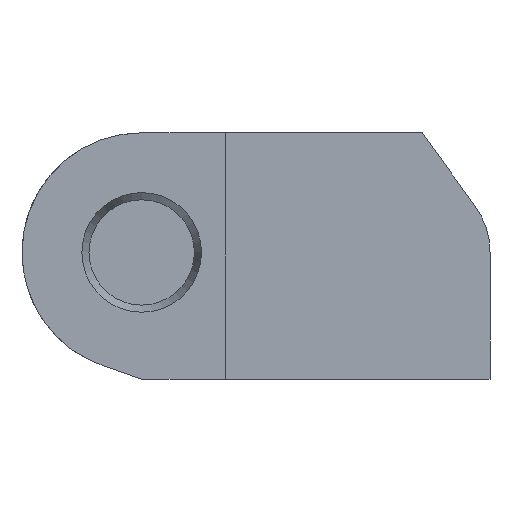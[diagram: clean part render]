
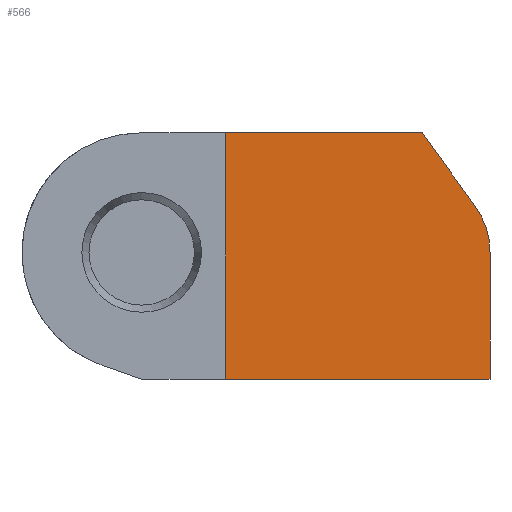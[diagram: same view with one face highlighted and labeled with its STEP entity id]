
A CAD part, front view. The second image highlights one B-rep face of the part: STEP entity #566.
In plain terms, the highlighted planar face has unit normal (0, -1, 0).
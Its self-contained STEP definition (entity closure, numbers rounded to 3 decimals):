
#189 = EDGE_CURVE('',#190,#192,#194,.T.);
#190 = VERTEX_POINT('',#191);
#191 = CARTESIAN_POINT('',(15.694,-10.4,6.7));
#192 = VERTEX_POINT('',#193);
#193 = CARTESIAN_POINT('',(4.7,-10.4,6.7));
#194 = LINE('',#195,#196);
#195 = CARTESIAN_POINT('',(17.697,-10.4,6.7));
#196 = VECTOR('',#197,1.);
#197 = DIRECTION('',(-1.,0.,0.));
#400 = VERTEX_POINT('',#401);
#401 = CARTESIAN_POINT('',(19.5,-10.4,-7.1));
#407 = EDGE_CURVE('',#400,#408,#410,.T.);
#408 = VERTEX_POINT('',#409);
#409 = CARTESIAN_POINT('',(4.7,-10.4,-7.1));
#410 = LINE('',#411,#412);
#411 = CARTESIAN_POINT('',(19.7,-10.4,-7.1));
#412 = VECTOR('',#413,1.);
#413 = DIRECTION('',(-1.,0.,0.));
#566 = ADVANCED_FACE('',(#567),#600,.T.);
#567 = FACE_BOUND('',#568,.T.);
#568 = EDGE_LOOP('',(#569,#570,#578,#587,#593,#594));
#569 = ORIENTED_EDGE('',*,*,#407,.F.);
#570 = ORIENTED_EDGE('',*,*,#571,.T.);
#571 = EDGE_CURVE('',#400,#572,#574,.T.);
#572 = VERTEX_POINT('',#573);
#573 = CARTESIAN_POINT('',(19.5,-10.4,0.));
#574 = LINE('',#575,#576);
#575 = CARTESIAN_POINT('',(19.5,-10.4,-7.1));
#576 = VECTOR('',#577,1.);
#577 = DIRECTION('',(0.,0.,1.));
#578 = ORIENTED_EDGE('',*,*,#579,.T.);
#579 = EDGE_CURVE('',#572,#580,#582,.T.);
#580 = VERTEX_POINT('',#581);
#581 = CARTESIAN_POINT('',(18.641,-10.4,2.645));
#582 = CIRCLE('',#583,4.5);
#583 = AXIS2_PLACEMENT_3D('',#584,#585,#586);
#584 = CARTESIAN_POINT('',(15.,-10.4,0.));
#585 = DIRECTION('',(0.,-1.,0.));
#586 = DIRECTION('',(1.,0.,0.));
#587 = ORIENTED_EDGE('',*,*,#588,.T.);
#588 = EDGE_CURVE('',#580,#190,#589,.T.);
#589 = LINE('',#590,#591);
#590 = CARTESIAN_POINT('',(21.141,-10.4,-0.796));
#591 = VECTOR('',#592,1.);
#592 = DIRECTION('',(-0.588,0.,0.809));
#593 = ORIENTED_EDGE('',*,*,#189,.T.);
#594 = ORIENTED_EDGE('',*,*,#595,.F.);
#595 = EDGE_CURVE('',#408,#192,#596,.T.);
#596 = LINE('',#597,#598);
#597 = CARTESIAN_POINT('',(4.7,-10.4,-7.1));
#598 = VECTOR('',#599,1.);
#599 = DIRECTION('',(0.,0.,1.));
#600 = PLANE('',#601);
#601 = AXIS2_PLACEMENT_3D('',#602,#603,#604);
#602 = CARTESIAN_POINT('',(19.7,-10.4,-7.1));
#603 = DIRECTION('',(0.,-1.,0.));
#604 = DIRECTION('',(-1.,0.,0.));
